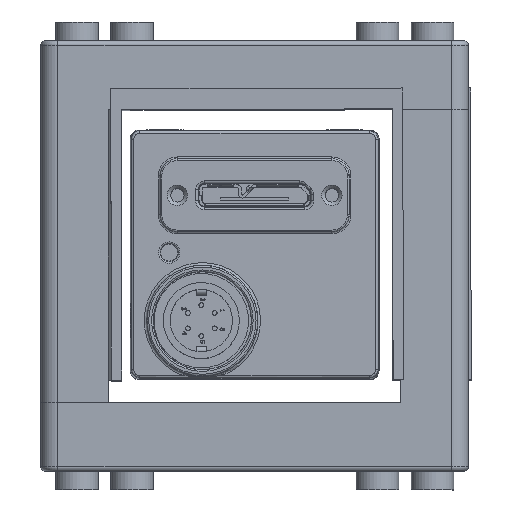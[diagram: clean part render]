
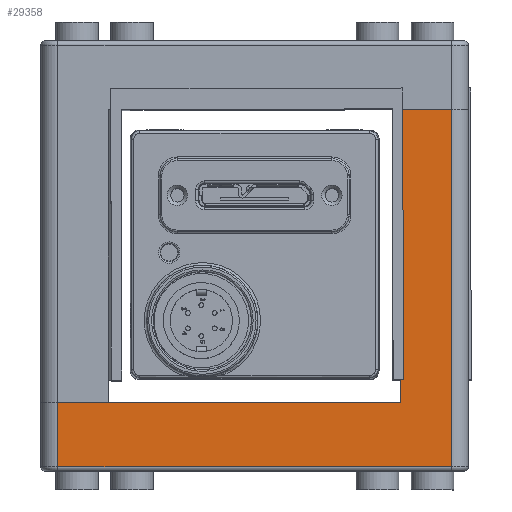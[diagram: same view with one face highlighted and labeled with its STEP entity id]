
A CAD part, left-side view. The second image highlights one B-rep face of the part: STEP entity #29358.
In plain terms, the highlighted face is planar.
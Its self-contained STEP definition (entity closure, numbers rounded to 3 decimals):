
#3688=FACE_OUTER_BOUND('',#5243,.T.);
#5243=EDGE_LOOP('',(#20345,#20346,#20347,#20348,#20349,#20350));
#6973=LINE('',#41508,#9785);
#6975=LINE('',#41511,#9787);
#6977=LINE('',#41517,#9789);
#6988=LINE('',#41540,#9800);
#7034=LINE('',#41641,#9846);
#7036=LINE('',#41644,#9848);
#9785=VECTOR('',#33939,10.);
#9787=VECTOR('',#33943,10.);
#9789=VECTOR('',#33949,10.);
#9800=VECTOR('',#33970,10.);
#9846=VECTOR('',#34072,10.);
#9848=VECTOR('',#34076,10.);
#12612=VERTEX_POINT('',#41477);
#12619=VERTEX_POINT('',#41499);
#12621=VERTEX_POINT('',#41506);
#12622=VERTEX_POINT('',#41513);
#12630=VERTEX_POINT('',#41539);
#12657=VERTEX_POINT('',#41640);
#15597=EDGE_CURVE('',#12621,#12619,#6973,.T.);
#15599=EDGE_CURVE('',#12619,#12612,#6975,.T.);
#15602=EDGE_CURVE('',#12612,#12622,#6977,.T.);
#15614=EDGE_CURVE('',#12622,#12630,#6988,.T.);
#15664=EDGE_CURVE('',#12630,#12657,#7034,.T.);
#15666=EDGE_CURVE('',#12657,#12621,#7036,.T.);
#20345=ORIENTED_EDGE('',*,*,#15597,.F.);
#20346=ORIENTED_EDGE('',*,*,#15666,.F.);
#20347=ORIENTED_EDGE('',*,*,#15664,.F.);
#20348=ORIENTED_EDGE('',*,*,#15614,.F.);
#20349=ORIENTED_EDGE('',*,*,#15602,.F.);
#20350=ORIENTED_EDGE('',*,*,#15599,.F.);
#28341=PLANE('',#31174);
#29358=ADVANCED_FACE('',(#3688),#28341,.T.);
#31174=AXIS2_PLACEMENT_3D('',#41653,#34090,#34091);
#33939=DIRECTION('',(0.,0.,-1.));
#33943=DIRECTION('',(-1.,0.,0.));
#33949=DIRECTION('',(0.,0.,1.));
#33970=DIRECTION('',(1.,0.,0.));
#34072=DIRECTION('',(0.,0.,1.));
#34076=DIRECTION('',(1.,0.,0.));
#34090=DIRECTION('center_axis',(0.,-1.,0.));
#34091=DIRECTION('ref_axis',(1.,0.,0.));
#41477=CARTESIAN_POINT('',(-22.9,-24.9,0.5));
#41499=CARTESIAN_POINT('',(22.9,-24.9,0.5));
#41506=CARTESIAN_POINT('',(22.9,-24.9,42.1));
#41508=CARTESIAN_POINT('',(22.9,-24.9,0.));
#41511=CARTESIAN_POINT('',(-12.45,-24.9,0.5));
#41513=CARTESIAN_POINT('',(-22.9,-24.9,8.));
#41517=CARTESIAN_POINT('',(-22.9,-24.9,0.));
#41539=CARTESIAN_POINT('',(17.02,-24.9,8.));
#41540=CARTESIAN_POINT('',(24.9,-24.9,8.));
#41640=CARTESIAN_POINT('',(17.02,-24.9,42.1));
#41641=CARTESIAN_POINT('',(17.02,-24.9,8.));
#41644=CARTESIAN_POINT('',(17.02,-24.9,42.1));
#41653=CARTESIAN_POINT('Origin',(-24.9,-24.9,0.));
